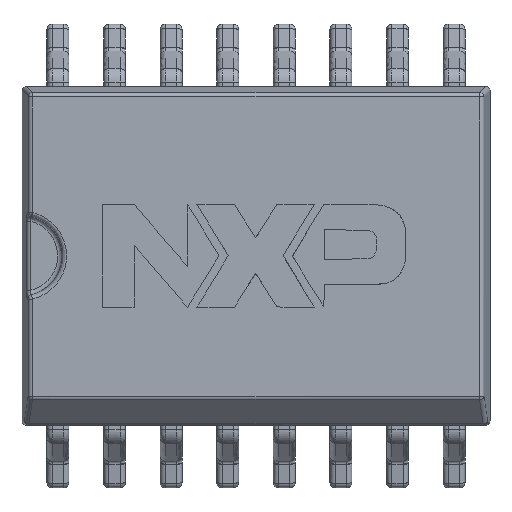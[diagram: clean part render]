
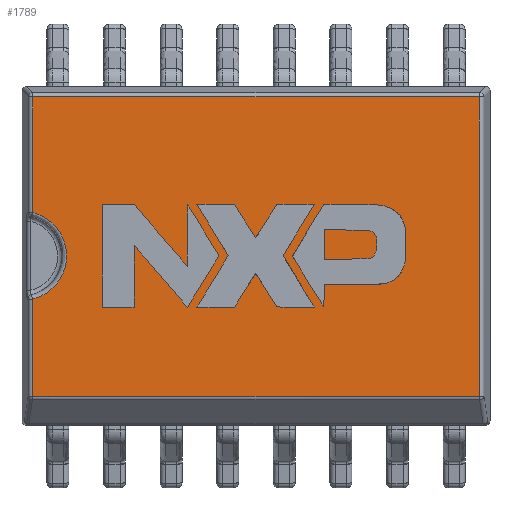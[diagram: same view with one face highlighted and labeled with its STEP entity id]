
A CAD part, top view. The second image highlights one B-rep face of the part: STEP entity #1789.
In plain terms, the highlighted free-form (B-spline) face has degree [1, 1] with [2, 2] control points.
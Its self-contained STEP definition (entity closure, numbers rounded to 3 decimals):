
#87 = VERTEX_POINT('',#88);
#88 = CARTESIAN_POINT('',(-6.955,-1.348,3.399
    ));
#229 = VERTEX_POINT('',#230);
#230 = CARTESIAN_POINT('',(-6.955,-4.382,
    3.399));
#270 = EDGE_CURVE('',#229,#87,#271,.T.);
#271 = B_SPLINE_CURVE_WITH_KNOTS('',1,(#272,#273),.UNSPECIFIED.,.F.,.F.,
  (2,2),(-4.109,-1.922),.PIECEWISE_BEZIER_KNOTS.);
#272 = CARTESIAN_POINT('',(-6.955,-4.382,
    3.399));
#273 = CARTESIAN_POINT('',(-6.955,-1.348,
    3.399));
#288 = VERTEX_POINT('',#289);
#289 = CARTESIAN_POINT('',(-6.955,1.348,3.399
    ));
#370 = VERTEX_POINT('',#371);
#371 = CARTESIAN_POINT('',(6.955,-4.382,3.399
    ));
#444 = VERTEX_POINT('',#445);
#445 = CARTESIAN_POINT('',(-6.955,4.944,3.399
    ));
#477 = EDGE_CURVE('',#288,#444,#478,.T.);
#478 = B_SPLINE_CURVE_WITH_KNOTS('',1,(#479,#480),.UNSPECIFIED.,.F.,.F.,
  (2,2),(0.022,2.614),.PIECEWISE_BEZIER_KNOTS.);
#479 = CARTESIAN_POINT('',(-6.955,1.348,3.399
    ));
#480 = CARTESIAN_POINT('',(-6.955,4.944,3.399
    ));
#562 = VERTEX_POINT('',#563);
#563 = CARTESIAN_POINT('',(6.955,4.944,3.399)
  );
#595 = EDGE_CURVE('',#444,#562,#596,.T.);
#596 = B_SPLINE_CURVE_WITH_KNOTS('',1,(#597,#598),.UNSPECIFIED.,.F.,.F.,
  (2,2),(-6.326,3.701),.PIECEWISE_BEZIER_KNOTS.);
#597 = CARTESIAN_POINT('',(-6.955,4.944,3.399
    ));
#598 = CARTESIAN_POINT('',(6.955,4.944,3.399)
  );
#617 = EDGE_CURVE('',#562,#370,#618,.T.);
#618 = B_SPLINE_CURVE_WITH_KNOTS('',1,(#619,#620),.UNSPECIFIED.,.F.,.F.,
  (2,2),(-4.514,2.209),.PIECEWISE_BEZIER_KNOTS.);
#619 = CARTESIAN_POINT('',(6.955,4.944,3.399)
  );
#620 = CARTESIAN_POINT('',(6.955,-4.382,3.399
    ));
#1622 = EDGE_CURVE('',#370,#229,#1623,.T.);
#1623 = B_SPLINE_CURVE_WITH_KNOTS('',1,(#1624,#1625),.UNSPECIFIED.,.F.,
  .F.,(2,2),(-6.326,3.701),.PIECEWISE_BEZIER_KNOTS.);
#1624 = CARTESIAN_POINT('',(6.955,-4.382,
    3.399));
#1625 = CARTESIAN_POINT('',(-6.955,-4.382,
    3.399));
#1698 = EDGE_CURVE('',#87,#288,#1699,.T.);
#1699 = ( BOUNDED_CURVE() B_SPLINE_CURVE(2,(#1700,#1701,#1702,#1703,
#1704),.UNSPECIFIED.,.F.,.F.) B_SPLINE_CURVE_WITH_KNOTS((3,2,3),(
    4.951,6.283,7.616),
.PIECEWISE_BEZIER_KNOTS.) CURVE() GEOMETRIC_REPRESENTATION_ITEM() 
RATIONAL_B_SPLINE_CURVE((1.,0.786,1.,0.786,1.)) 
REPRESENTATION_ITEM('') );
#1700 = CARTESIAN_POINT('',(-6.955,-1.348,
    3.399));
#1701 = CARTESIAN_POINT('',(-5.896,-1.091,
    3.399));
#1702 = CARTESIAN_POINT('',(-5.896,0.,
    3.399));
#1703 = CARTESIAN_POINT('',(-5.896,1.091,
    3.399));
#1704 = CARTESIAN_POINT('',(-6.955,1.348,
    3.399));
#1789 = ADVANCED_FACE('',(#1790),#1798,.T.);
#1790 = FACE_BOUND('',#1791,.T.);
#1791 = EDGE_LOOP('',(#1792,#1793,#1794,#1795,#1796,#1797));
#1792 = ORIENTED_EDGE('',*,*,#477,.F.);
#1793 = ORIENTED_EDGE('',*,*,#1698,.F.);
#1794 = ORIENTED_EDGE('',*,*,#270,.F.);
#1795 = ORIENTED_EDGE('',*,*,#1622,.F.);
#1796 = ORIENTED_EDGE('',*,*,#617,.F.);
#1797 = ORIENTED_EDGE('',*,*,#595,.F.);
#1798 = B_SPLINE_SURFACE_WITH_KNOTS('',1,1,(
    (#1799,#1800)
    ,(#1801,#1802
    )),.UNSPECIFIED.,.F.,.F.,.F.,(2,2),(2,2),(-5.014,
    5.014),(-3.159,3.564),
  .PIECEWISE_BEZIER_KNOTS.);
#1799 = CARTESIAN_POINT('',(-6.955,-4.382,
    3.399));
#1800 = CARTESIAN_POINT('',(-6.955,4.944,
    3.399));
#1801 = CARTESIAN_POINT('',(6.955,-4.382,
    3.399));
#1802 = CARTESIAN_POINT('',(6.955,4.944,3.399
    ));
